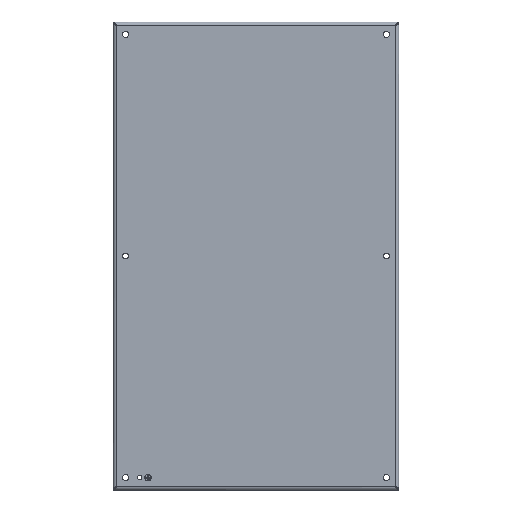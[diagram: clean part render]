
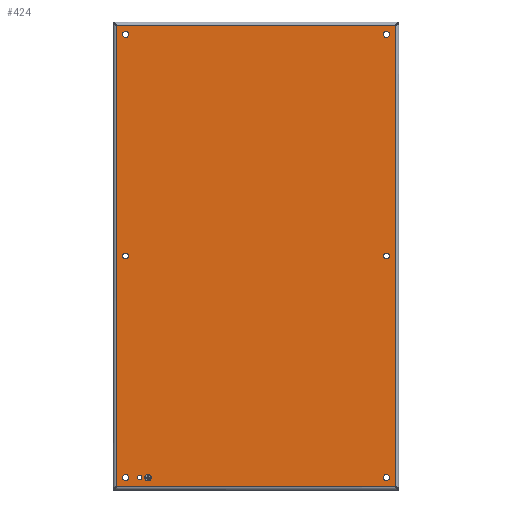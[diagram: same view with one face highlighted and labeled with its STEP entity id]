
A CAD part, top view. The second image highlights one B-rep face of the part: STEP entity #424.
In plain terms, the highlighted planar face has unit normal (0, 0, 1).
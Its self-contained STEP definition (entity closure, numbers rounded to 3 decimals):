
#54=AXIS2_PLACEMENT_3D('Circle Axis2P3D',#52,#53,$) ;
#244=AXIS2_PLACEMENT_3D('Circle Axis2P3D',#242,#243,$) ;
#258=AXIS2_PLACEMENT_3D('Plane Axis2P3D',#255,#256,#257) ;
#300=AXIS2_PLACEMENT_3D('Circle Axis2P3D',#298,#299,$) ;
#309=AXIS2_PLACEMENT_3D('Circle Axis2P3D',#307,#308,$) ;
#318=AXIS2_PLACEMENT_3D('Circle Axis2P3D',#316,#317,$) ;
#327=AXIS2_PLACEMENT_3D('Circle Axis2P3D',#325,#326,$) ;
#336=AXIS2_PLACEMENT_3D('Circle Axis2P3D',#334,#335,$) ;
#345=AXIS2_PLACEMENT_3D('Circle Axis2P3D',#343,#344,$) ;
#354=AXIS2_PLACEMENT_3D('Circle Axis2P3D',#352,#353,$) ;
#363=AXIS2_PLACEMENT_3D('Circle Axis2P3D',#361,#362,$) ;
#372=AXIS2_PLACEMENT_3D('Circle Axis2P3D',#370,#371,$) ;
#381=AXIS2_PLACEMENT_3D('Circle Axis2P3D',#379,#380,$) ;
#390=AXIS2_PLACEMENT_3D('Circle Axis2P3D',#388,#389,$) ;
#399=AXIS2_PLACEMENT_3D('Circle Axis2P3D',#397,#398,$) ;
#408=AXIS2_PLACEMENT_3D('Circle Axis2P3D',#406,#407,$) ;
#417=AXIS2_PLACEMENT_3D('Circle Axis2P3D',#415,#416,$) ;
#49=CARTESIAN_POINT('Vertex',(29.3,15.,12.)) ;
#52=CARTESIAN_POINT('Axis2P3D Location',(32.,15.,12.)) ;
#56=CARTESIAN_POINT('Vertex',(34.7,15.,12.)) ;
#242=CARTESIAN_POINT('Axis2P3D Location',(32.,15.,12.)) ;
#255=CARTESIAN_POINT('Axis2P3D Location',(172.5,282.5,12.)) ;
#260=CARTESIAN_POINT('Line Origine',(341.,282.5,12.)) ;
#264=CARTESIAN_POINT('Vertex',(341.,4.,12.)) ;
#266=CARTESIAN_POINT('Vertex',(341.,561.,12.)) ;
#269=CARTESIAN_POINT('Line Origine',(172.5,561.,12.)) ;
#273=CARTESIAN_POINT('Vertex',(4.,561.,12.)) ;
#276=CARTESIAN_POINT('Line Origine',(4.,282.5,12.)) ;
#280=CARTESIAN_POINT('Vertex',(4.,4.,12.)) ;
#283=CARTESIAN_POINT('Line Origine',(172.5,4.,12.)) ;
#298=CARTESIAN_POINT('Axis2P3D Location',(42.,15.,12.)) ;
#302=CARTESIAN_POINT('Vertex',(46.,15.,12.)) ;
#304=CARTESIAN_POINT('Vertex',(38.,15.,12.)) ;
#307=CARTESIAN_POINT('Axis2P3D Location',(42.,15.,12.)) ;
#316=CARTESIAN_POINT('Axis2P3D Location',(330.,550.,12.)) ;
#320=CARTESIAN_POINT('Vertex',(333.6,550.,12.)) ;
#322=CARTESIAN_POINT('Vertex',(326.4,550.,12.)) ;
#325=CARTESIAN_POINT('Axis2P3D Location',(330.,550.,12.)) ;
#334=CARTESIAN_POINT('Axis2P3D Location',(15.,550.,12.)) ;
#338=CARTESIAN_POINT('Vertex',(18.6,550.,12.)) ;
#340=CARTESIAN_POINT('Vertex',(11.4,550.,12.)) ;
#343=CARTESIAN_POINT('Axis2P3D Location',(15.,550.,12.)) ;
#352=CARTESIAN_POINT('Axis2P3D Location',(15.,282.5,12.)) ;
#356=CARTESIAN_POINT('Vertex',(18.6,282.5,12.)) ;
#358=CARTESIAN_POINT('Vertex',(11.4,282.5,12.)) ;
#361=CARTESIAN_POINT('Axis2P3D Location',(15.,282.5,12.)) ;
#370=CARTESIAN_POINT('Axis2P3D Location',(330.,282.5,12.)) ;
#374=CARTESIAN_POINT('Vertex',(333.6,282.5,12.)) ;
#376=CARTESIAN_POINT('Vertex',(326.4,282.5,12.)) ;
#379=CARTESIAN_POINT('Axis2P3D Location',(330.,282.5,12.)) ;
#388=CARTESIAN_POINT('Axis2P3D Location',(15.,15.,12.)) ;
#392=CARTESIAN_POINT('Vertex',(18.6,15.,12.)) ;
#394=CARTESIAN_POINT('Vertex',(11.4,15.,12.)) ;
#397=CARTESIAN_POINT('Axis2P3D Location',(15.,15.,12.)) ;
#406=CARTESIAN_POINT('Axis2P3D Location',(330.,15.,12.)) ;
#410=CARTESIAN_POINT('Vertex',(333.6,15.,12.)) ;
#412=CARTESIAN_POINT('Vertex',(326.4,15.,12.)) ;
#415=CARTESIAN_POINT('Axis2P3D Location',(330.,15.,12.)) ;
#53=DIRECTION('Axis2P3D Direction',(0.,0.,1.)) ;
#243=DIRECTION('Axis2P3D Direction',(0.,0.,1.)) ;
#256=DIRECTION('Axis2P3D Direction',(0.,0.,1.)) ;
#257=DIRECTION('Axis2P3D XDirection',(1.,0.,0.)) ;
#261=DIRECTION('Vector Direction',(0.,1.,0.)) ;
#270=DIRECTION('Vector Direction',(-1.,0.,0.)) ;
#277=DIRECTION('Vector Direction',(0.,-1.,0.)) ;
#284=DIRECTION('Vector Direction',(1.,0.,0.)) ;
#299=DIRECTION('Axis2P3D Direction',(0.,0.,1.)) ;
#308=DIRECTION('Axis2P3D Direction',(0.,0.,1.)) ;
#317=DIRECTION('Axis2P3D Direction',(0.,0.,1.)) ;
#326=DIRECTION('Axis2P3D Direction',(0.,0.,1.)) ;
#335=DIRECTION('Axis2P3D Direction',(0.,0.,1.)) ;
#344=DIRECTION('Axis2P3D Direction',(0.,0.,1.)) ;
#353=DIRECTION('Axis2P3D Direction',(0.,0.,1.)) ;
#362=DIRECTION('Axis2P3D Direction',(0.,0.,1.)) ;
#371=DIRECTION('Axis2P3D Direction',(0.,0.,1.)) ;
#380=DIRECTION('Axis2P3D Direction',(0.,0.,1.)) ;
#389=DIRECTION('Axis2P3D Direction',(0.,0.,1.)) ;
#398=DIRECTION('Axis2P3D Direction',(0.,0.,1.)) ;
#407=DIRECTION('Axis2P3D Direction',(0.,0.,1.)) ;
#416=DIRECTION('Axis2P3D Direction',(0.,0.,1.)) ;
#262=VECTOR('Line Direction',#261,1.) ;
#271=VECTOR('Line Direction',#270,1.) ;
#278=VECTOR('Line Direction',#277,1.) ;
#285=VECTOR('Line Direction',#284,1.) ;
#289=ORIENTED_EDGE('',*,*,#268,.T.) ;
#290=ORIENTED_EDGE('',*,*,#275,.T.) ;
#291=ORIENTED_EDGE('',*,*,#282,.T.) ;
#292=ORIENTED_EDGE('',*,*,#287,.T.) ;
#295=ORIENTED_EDGE('',*,*,#246,.F.) ;
#296=ORIENTED_EDGE('',*,*,#58,.F.) ;
#313=ORIENTED_EDGE('',*,*,#306,.F.) ;
#314=ORIENTED_EDGE('',*,*,#311,.F.) ;
#331=ORIENTED_EDGE('',*,*,#324,.F.) ;
#332=ORIENTED_EDGE('',*,*,#329,.F.) ;
#349=ORIENTED_EDGE('',*,*,#342,.F.) ;
#350=ORIENTED_EDGE('',*,*,#347,.F.) ;
#367=ORIENTED_EDGE('',*,*,#360,.F.) ;
#368=ORIENTED_EDGE('',*,*,#365,.F.) ;
#385=ORIENTED_EDGE('',*,*,#378,.F.) ;
#386=ORIENTED_EDGE('',*,*,#383,.F.) ;
#403=ORIENTED_EDGE('',*,*,#396,.F.) ;
#404=ORIENTED_EDGE('',*,*,#401,.F.) ;
#421=ORIENTED_EDGE('',*,*,#414,.F.) ;
#422=ORIENTED_EDGE('',*,*,#419,.F.) ;
#297=FACE_BOUND('',#294,.T.) ;
#315=FACE_BOUND('',#312,.T.) ;
#333=FACE_BOUND('',#330,.T.) ;
#351=FACE_BOUND('',#348,.T.) ;
#369=FACE_BOUND('',#366,.T.) ;
#387=FACE_BOUND('',#384,.T.) ;
#405=FACE_BOUND('',#402,.T.) ;
#423=FACE_BOUND('',#420,.T.) ;
#424=ADVANCED_FACE('ECKE NORM',(#293,#297,#315,#333,#351,#369,#387,#405,#423),#259,.T.) ;
#55=CIRCLE('generated circle',#54,2.7) ;
#245=CIRCLE('generated circle',#244,2.7) ;
#301=CIRCLE('generated circle',#300,4.) ;
#310=CIRCLE('generated circle',#309,4.) ;
#319=CIRCLE('generated circle',#318,3.6) ;
#328=CIRCLE('generated circle',#327,3.6) ;
#337=CIRCLE('generated circle',#336,3.6) ;
#346=CIRCLE('generated circle',#345,3.6) ;
#355=CIRCLE('generated circle',#354,3.6) ;
#364=CIRCLE('generated circle',#363,3.6) ;
#373=CIRCLE('generated circle',#372,3.6) ;
#382=CIRCLE('generated circle',#381,3.6) ;
#391=CIRCLE('generated circle',#390,3.6) ;
#400=CIRCLE('generated circle',#399,3.6) ;
#409=CIRCLE('generated circle',#408,3.6) ;
#418=CIRCLE('generated circle',#417,3.6) ;
#58=EDGE_CURVE('',#50,#57,#55,.T.) ;
#246=EDGE_CURVE('',#57,#50,#245,.T.) ;
#268=EDGE_CURVE('',#265,#267,#263,.T.) ;
#275=EDGE_CURVE('',#267,#274,#272,.T.) ;
#282=EDGE_CURVE('',#274,#281,#279,.T.) ;
#287=EDGE_CURVE('',#281,#265,#286,.T.) ;
#306=EDGE_CURVE('',#303,#305,#301,.T.) ;
#311=EDGE_CURVE('',#305,#303,#310,.T.) ;
#324=EDGE_CURVE('',#321,#323,#319,.T.) ;
#329=EDGE_CURVE('',#323,#321,#328,.T.) ;
#342=EDGE_CURVE('',#339,#341,#337,.T.) ;
#347=EDGE_CURVE('',#341,#339,#346,.T.) ;
#360=EDGE_CURVE('',#357,#359,#355,.T.) ;
#365=EDGE_CURVE('',#359,#357,#364,.T.) ;
#378=EDGE_CURVE('',#375,#377,#373,.T.) ;
#383=EDGE_CURVE('',#377,#375,#382,.T.) ;
#396=EDGE_CURVE('',#393,#395,#391,.T.) ;
#401=EDGE_CURVE('',#395,#393,#400,.T.) ;
#414=EDGE_CURVE('',#411,#413,#409,.T.) ;
#419=EDGE_CURVE('',#413,#411,#418,.T.) ;
#288=EDGE_LOOP('',(#289,#290,#291,#292)) ;
#294=EDGE_LOOP('',(#295,#296)) ;
#312=EDGE_LOOP('',(#313,#314)) ;
#330=EDGE_LOOP('',(#331,#332)) ;
#348=EDGE_LOOP('',(#349,#350)) ;
#366=EDGE_LOOP('',(#367,#368)) ;
#384=EDGE_LOOP('',(#385,#386)) ;
#402=EDGE_LOOP('',(#403,#404)) ;
#420=EDGE_LOOP('',(#421,#422)) ;
#293=FACE_OUTER_BOUND('',#288,.T.) ;
#263=LINE('Line',#260,#262) ;
#272=LINE('Line',#269,#271) ;
#279=LINE('Line',#276,#278) ;
#286=LINE('Line',#283,#285) ;
#259=PLANE('',#258) ;
#50=VERTEX_POINT('',#49) ;
#57=VERTEX_POINT('',#56) ;
#265=VERTEX_POINT('',#264) ;
#267=VERTEX_POINT('',#266) ;
#274=VERTEX_POINT('',#273) ;
#281=VERTEX_POINT('',#280) ;
#303=VERTEX_POINT('',#302) ;
#305=VERTEX_POINT('',#304) ;
#321=VERTEX_POINT('',#320) ;
#323=VERTEX_POINT('',#322) ;
#339=VERTEX_POINT('',#338) ;
#341=VERTEX_POINT('',#340) ;
#357=VERTEX_POINT('',#356) ;
#359=VERTEX_POINT('',#358) ;
#375=VERTEX_POINT('',#374) ;
#377=VERTEX_POINT('',#376) ;
#393=VERTEX_POINT('',#392) ;
#395=VERTEX_POINT('',#394) ;
#411=VERTEX_POINT('',#410) ;
#413=VERTEX_POINT('',#412) ;
